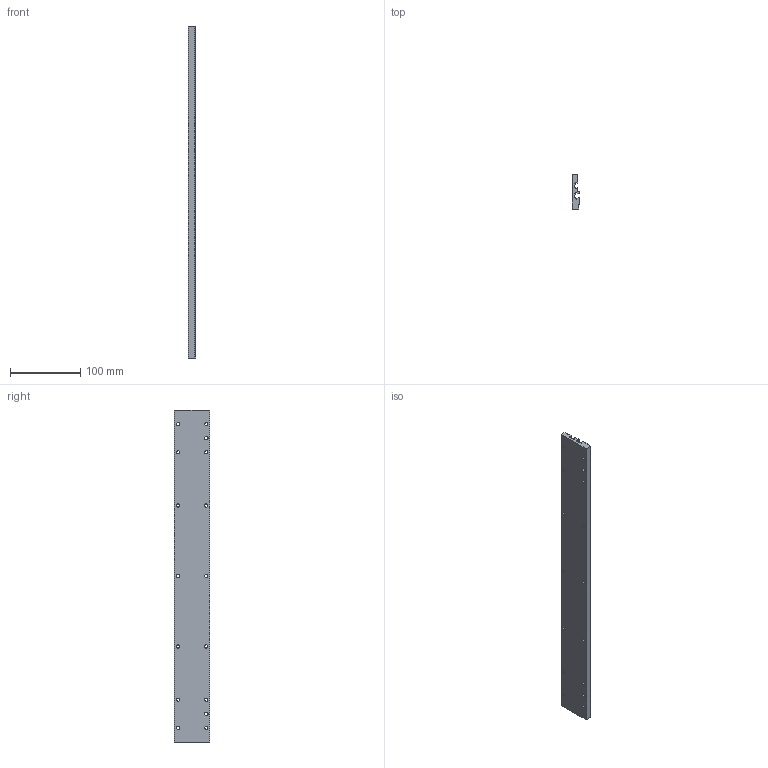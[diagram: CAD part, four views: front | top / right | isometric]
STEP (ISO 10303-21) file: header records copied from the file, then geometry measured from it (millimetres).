
FILE_DESCRIPTION(/* description */ ('STEP AP214'),/* implementation_level */ '2;1');
FILE_NAME(/* name */ '525696_SLG-S-18-300',/* time_stamp */ '2024-09-15T07:14:20+02:00',/* author */ ('License CC BY-ND 4.0'),/* organization */ ('CADENAS'),/* preprocessor_version */ 'ST-DEVELOPER v19.3',/* originating_system */ 'PARTsolutions',/* authorisation */ ' ');
FILE_SCHEMA (('AUTOMOTIVE_DESIGN {1 0 10303 214 3 1 1}'));
Length unit declared in the file: millimetre
Products named in the file (1): 525696 SLG-S-18-300
Bounding box: 10.3 x 50 x 471 mm (x, y, z)
Volume: 160791.3 mm3; surface area: 73211.5 mm2
Topology: 1 solids, 1 shells, 196 faces, 584 edges, 388 vertices
Faces by surface type: plane 126, cylinder 70
Full cylindrical faces by diameter (mm): 4.5 x14, 5 x2, 7.5 x14
Entity records: 6448 total; most frequent: CARTESIAN_POINT 1191, DIRECTION 1088, ORIENTED_EDGE 1076, EDGE_CURVE 538, AXIS2_PLACEMENT_3D 381, VERTEX_POINT 372, LINE 326, VECTOR 326
